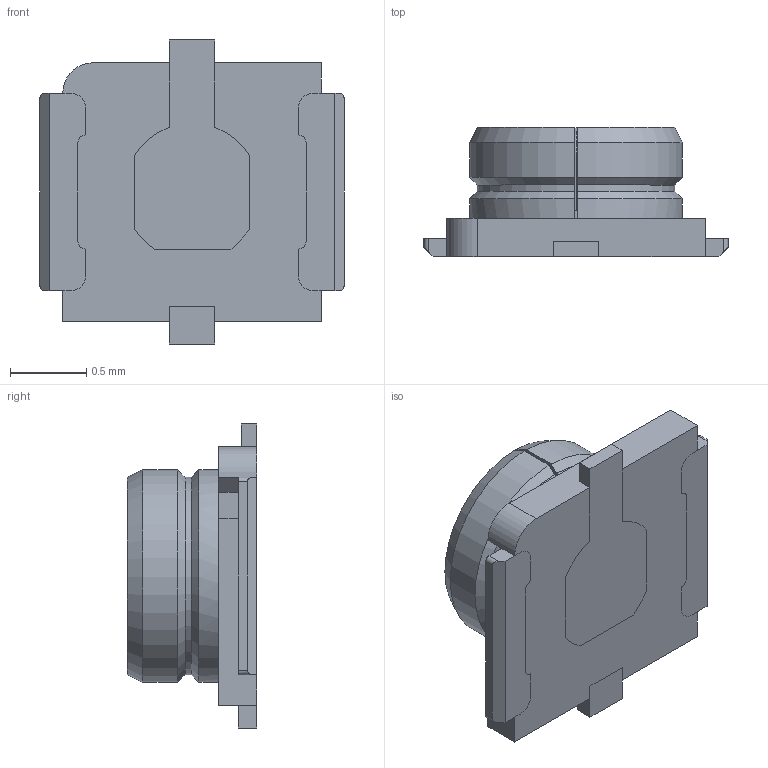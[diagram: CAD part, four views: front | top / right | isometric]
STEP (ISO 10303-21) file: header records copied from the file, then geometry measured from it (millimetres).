
FILE_DESCRIPTION (( 'STEP AP203' ), '1' );
FILE_NAME ('20369-001EC RECEPTACLE STEP R3 ALL.STEP', '2018-05-10T05:41:43', ( '' ), ( '' ), 'SwSTEP 2.0', 'SolidWorks 2017', '' );
FILE_SCHEMA (( 'CONFIG_CONTROL_DESIGN' ));
Length unit declared in the file: millimetre
Products named in the file (1): 20369-001EC RECEPTACLE STEP R3 ALL
Bounding box: 2 x 0.85 x 2 mm (x, y, z)
Surface area: 15.7 mm2 (no closed solid volume)
Topology: 0 solids, 2 shells, 63 faces, 212 edges, 154 vertices
Faces by surface type: plane 39, cylinder 13, cone 9, torus 2
Entity records: 2414 total; most frequent: CARTESIAN_POINT 473, ORIENTED_EDGE 385, DIRECTION 381, EDGE_CURVE 212, VERTEX_POINT 154, LINE 145, VECTOR 145, AXIS2_PLACEMENT_3D 118
